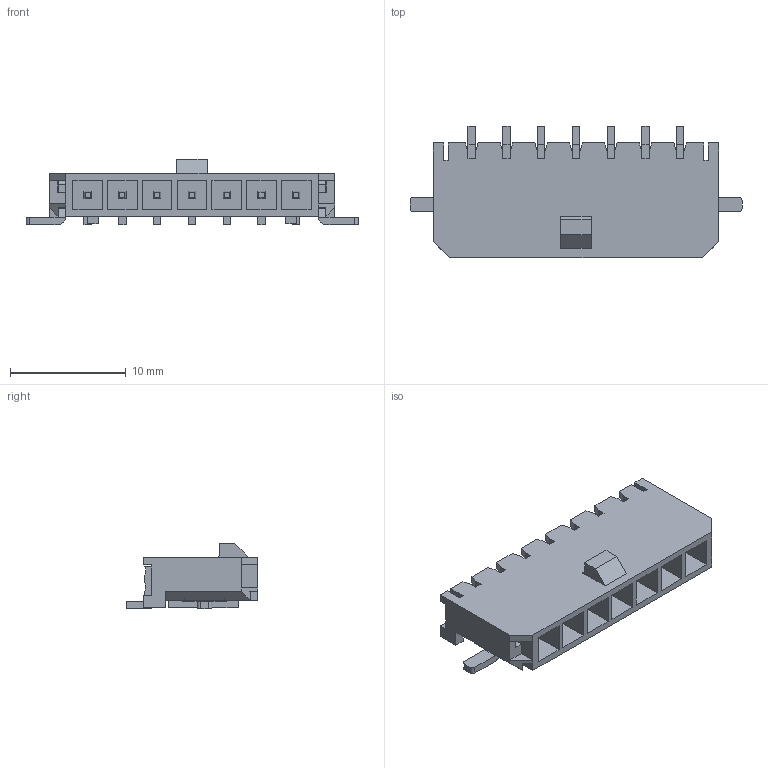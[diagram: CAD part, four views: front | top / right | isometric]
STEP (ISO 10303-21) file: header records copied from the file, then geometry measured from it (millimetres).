
FILE_DESCRIPTION( ( 'Unknown' ), '1' );
FILE_NAME( '662107145021.stp', 'Unknown', ( 'Unknown' ), ( 'Unknown' ), 'PSStep 15.0.49', 'Unknown', ' ' );
FILE_SCHEMA( ( 'AUTOMOTIVE_DESIGN { 1 0 10303 214 1 1 1 1 }' ) );
Length unit declared in the file: millimetre
Products named in the file (4): Assem1; 662107145021; 6621xx145021_PIN; 6621xx145021_MASSE
Assembly tree (10 placements, depth 2):
  Assem1
    662107145021
    6621xx145021_PIN  x7
    6621xx145021_MASSE  x2
Bounding box: 28.65 x 11.35 x 5.64 mm (x, y, z)
Volume: 588.6 mm3; surface area: 1677.9 mm2
Topology: 10 solids, 10 shells, 467 faces, 1282 edges, 830 vertices
Faces by surface type: plane 452, cylinder 15
Full cylindrical faces by diameter (mm): 0.8 x2
Entity records: 11888 total; most frequent: CARTESIAN_POINT 1689, ORIENTED_EDGE 1676, DIRECTION 1468, EDGE_CURVE 838, LINE 822, VECTOR 822, VERTEX_POINT 544, AXIS2_PLACEMENT_3D 323
